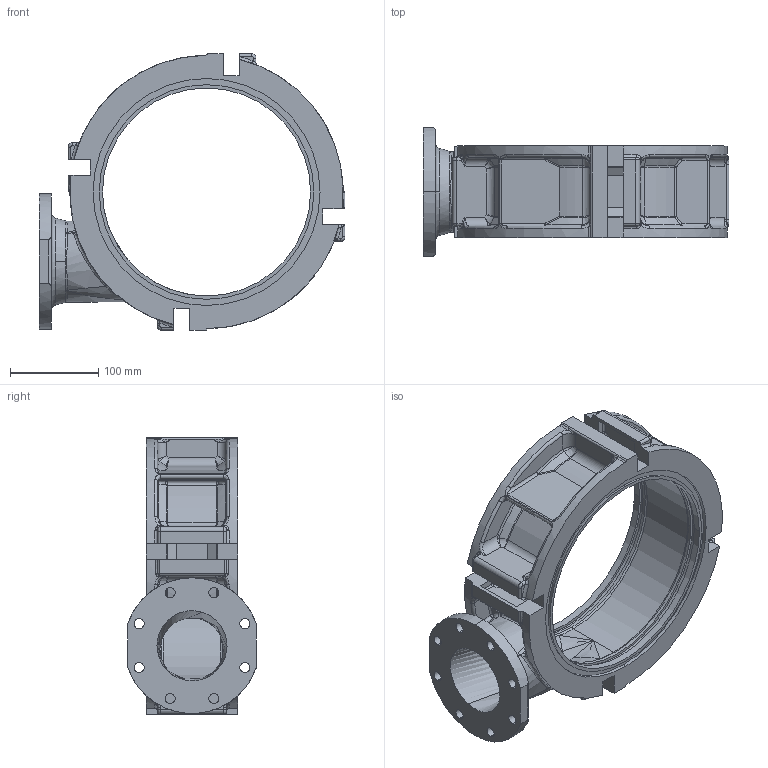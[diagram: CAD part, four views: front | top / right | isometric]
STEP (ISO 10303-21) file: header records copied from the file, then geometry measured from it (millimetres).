
FILE_DESCRIPTION (( 'STEP AP214' ), '1' );
FILE_NAME ('10457 B_Filter-Einlaufteil.STEP', '2015-04-16T07:42:38', ( 'Admin1' ), ( '' ), 'SwSTEP 2.0', 'SolidWorks 2014', '' );
FILE_SCHEMA (( 'AUTOMOTIVE_DESIGN' ));
Length unit declared in the file: millimetre
Products named in the file (1): 10457 B_Filter-Einlaufteil
Bounding box: 347 x 145.75 x 314 mm (x, y, z)
Volume: 1933851.9 mm3; surface area: 405262.3 mm2
Topology: 1 solids, 1 shells, 742 faces, 1834 edges, 1045 vertices
Faces by surface type: bspline 258, cylinder 186, plane 168, torus 74, sphere 36, cone 20
Entity records: 36955 total; most frequent: CARTESIAN_POINT 21113, ORIENTED_EDGE 3536, DIRECTION 2731, EDGE_CURVE 1768, AXIS2_PLACEMENT_3D 1067, VERTEX_POINT 1045, EDGE_LOOP 779, ADVANCED_FACE 742
